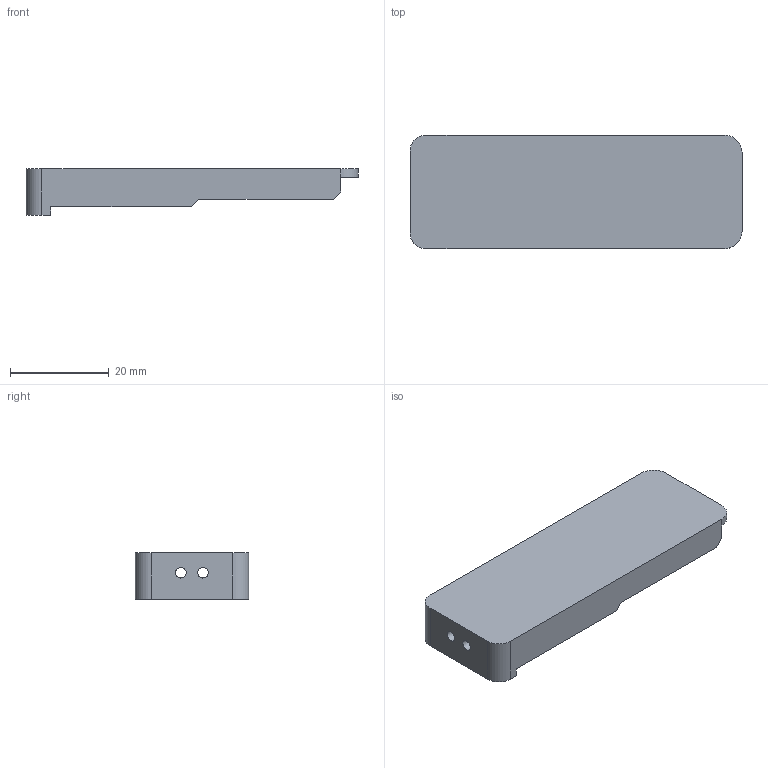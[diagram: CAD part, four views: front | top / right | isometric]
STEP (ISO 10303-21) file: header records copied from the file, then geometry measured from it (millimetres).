
FILE_DESCRIPTION (( 'STEP AP214' ), '1' );
FILE_NAME ('Enclosure_Base.STEP', '2024-07-03T17:45:50', ( '' ), ( '' ), 'SwSTEP 2.0', 'SolidWorks 2021', '' );
FILE_SCHEMA (( 'AUTOMOTIVE_DESIGN' ));
Length unit declared in the file: millimetre
Products named in the file (1): Enclosure_Base
Bounding box: 67.15 x 22.93 x 9.4 mm (x, y, z)
Volume: 4129.9 mm3; surface area: 5196.1 mm2
Topology: 1 solids, 1 shells, 36 faces, 96 edges, 62 vertices
Faces by surface type: plane 24, cylinder 10, sphere 2
Full cylindrical faces by diameter (mm): 2.15 x2, 2.9 x2
Entity records: 1080 total; most frequent: DIRECTION 180, CARTESIAN_POINT 179, ORIENTED_EDGE 168, EDGE_CURVE 84, LINE 62, VECTOR 62, AXIS2_PLACEMENT_3D 59, VERTEX_POINT 58
